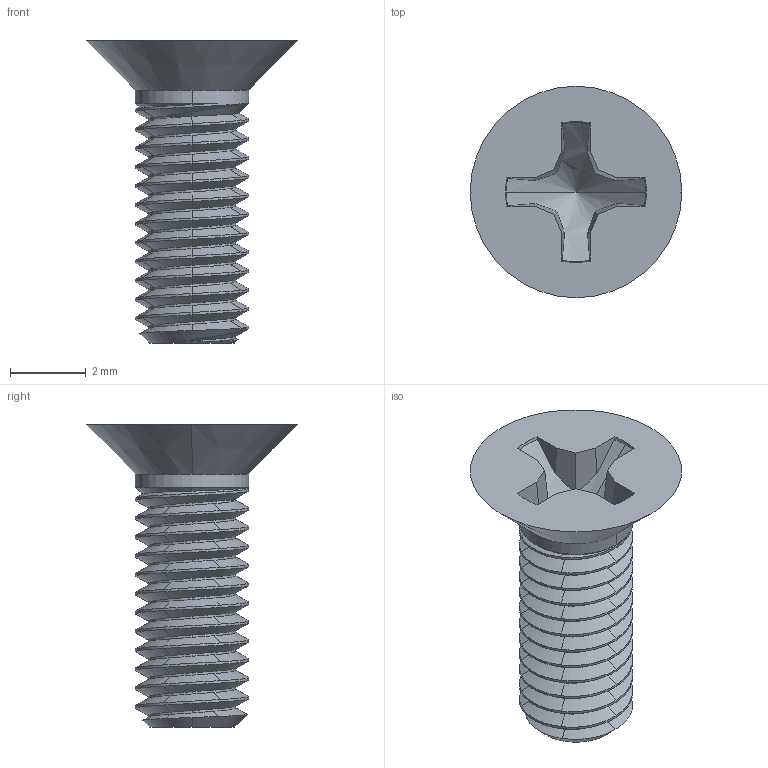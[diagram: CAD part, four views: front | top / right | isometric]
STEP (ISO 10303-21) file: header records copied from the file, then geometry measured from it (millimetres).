
FILE_DESCRIPTION(('CATIA V6 STEP','CAx-IF Rec.Pracs.--- Model Styling and Organization---1.5--- 2016-08-15','CAx-IF Rec.Pracs.---Supplemental Geometry---1.0---2011-11-01','CAx-IF Rec.Pracs.--- Composite Materials ---1.1---2010-07-15','CAx-IF Rec.Pracs.---External References---2.1---2005-01-19'),'2;1');
FILE_NAME('M3x8mm FHS, 92010A118_METRIC 18-8 SS FLAT HEAD PHIL MACHINE SCREW_92010A118_Rep.stp','2020-03-22T23:56:00+00:00',('Michael Balsamo'),('Creator, Inc.'),'3DEXPERIENCE Platform3DEXPERIENCE R2020x HotFix 2.3','3DEXPERIENCE Platform STEP AP214 v1','opyright Creator, Inc., 2020. Licensed under CERN-OHL-P v2.');
FILE_SCHEMA(('AUTOMOTIVE_DESIGN { 1 0 10303 214 1 1 1 1 }'));
Length unit declared in the file: millimetre
Products named in the file (1): M3x8mm FHS, 92010A118_METRIC 18-8 SS FLAT HEAD PHIL MACHINE SCREW_92010A118
Bounding box: 5.6 x 5.6 x 8 mm (x, y, z)
Volume: 52.7 mm3; surface area: 159.8 mm2
Topology: 1 solids, 1 shells, 237 faces, 657 edges, 421 vertices
Faces by surface type: bspline 154, cylinder 51, plane 18, cone 14
Entity records: 9508 total; most frequent: CARTESIAN_POINT 5545, ORIENTED_EDGE 1310, EDGE_CURVE 655, VERTEX_POINT 421, B_SPLINE_CURVE_WITH_KNOTS 364, EDGE_LOOP 238, ADVANCED_FACE 237, FACE_OUTER_BOUND 237
